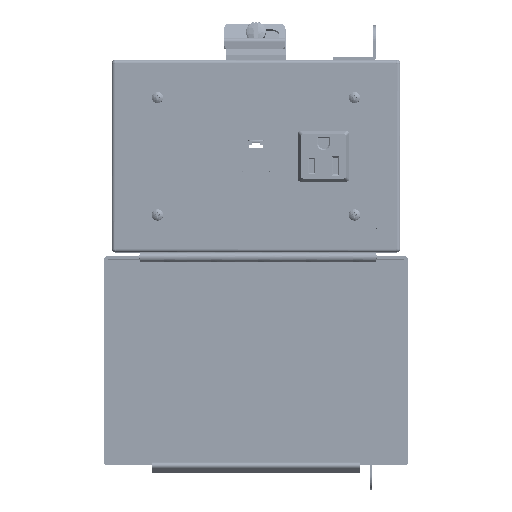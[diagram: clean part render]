
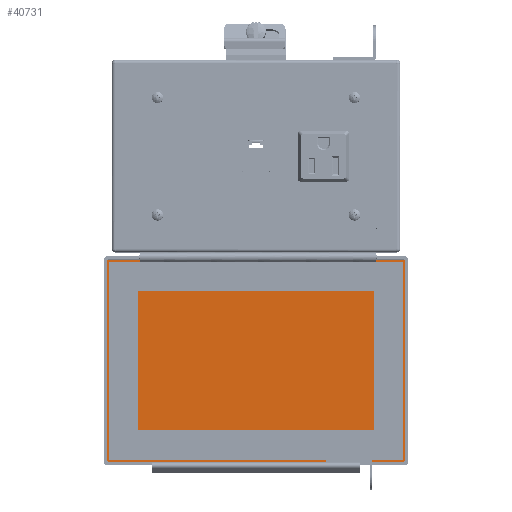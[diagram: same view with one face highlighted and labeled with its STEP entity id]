
A CAD part, top view. The second image highlights one B-rep face of the part: STEP entity #40731.
In plain terms, the highlighted planar face has unit normal (0, 0, 1).
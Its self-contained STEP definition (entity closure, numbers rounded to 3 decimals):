
#502 = VECTOR ( 'NONE', #53306, 1000. ) ;
#768 = DIRECTION ( 'NONE',  ( 0., 1., 0. ) ) ;
#1076 = VERTEX_POINT ( 'NONE', #74473 ) ;
#1979 = LINE ( 'NONE', #28354, #75199 ) ;
#2196 = ORIENTED_EDGE ( 'NONE', *, *, #85247, .T. ) ;
#3762 = LINE ( 'NONE', #41152, #50726 ) ;
#5023 = DIRECTION ( 'NONE',  ( -1., 0., 0. ) ) ;
#5606 = DIRECTION ( 'NONE',  ( 0., 1., 0. ) ) ;
#6374 = CARTESIAN_POINT ( 'NONE',  ( 63.564, -54.61, 22.479 ) ) ;
#6499 = VERTEX_POINT ( 'NONE', #84908 ) ;
#8328 = CARTESIAN_POINT ( 'NONE',  ( 0., -160.02, 22.479 ) ) ;
#8651 = CARTESIAN_POINT ( 'NONE',  ( -61.15, -107.95, 22.479 ) ) ;
#8829 = VERTEX_POINT ( 'NONE', #60994 ) ;
#8985 = LINE ( 'NONE', #101592, #9021 ) ;
#9021 = VECTOR ( 'NONE', #46403, 1000. ) ;
#10731 = DIRECTION ( 'NONE',  ( 0., 1., 0. ) ) ;
#11678 = VERTEX_POINT ( 'NONE', #75732 ) ;
#11842 = DIRECTION ( 'NONE',  ( 1., 0., 0. ) ) ;
#13664 = VERTEX_POINT ( 'NONE', #95974 ) ;
#14756 = CARTESIAN_POINT ( 'NONE',  ( 78.613, -160.982, 22.479 ) ) ;
#14982 = EDGE_LOOP ( 'NONE', ( #103464, #77523, #2196, #106596, #45386, #29967, #106319, #53298, #99761, #113743, #111240, #43453, #86594, #41660, #102393, #82140 ) ) ;
#16108 = FACE_OUTER_BOUND ( 'NONE', #14982, .T. ) ;
#16625 = CARTESIAN_POINT ( 'NONE',  ( 78.613, -54.921, 22.479 ) ) ;
#16655 = VECTOR ( 'NONE', #44265, 1000. ) ;
#19300 = CARTESIAN_POINT ( 'NONE',  ( 37.084, -161.29, 22.479 ) ) ;
#21749 = EDGE_CURVE ( 'NONE', #11678, #30190, #115394, .T. ) ;
#23318 = DIRECTION ( 'NONE',  ( -1., 0., 0. ) ) ;
#25784 = VERTEX_POINT ( 'NONE', #36238 ) ;
#27711 = PLANE ( 'NONE',  #94608 ) ;
#28024 = AXIS2_PLACEMENT_3D ( 'NONE', #79276, #89624, #5606 ) ;
#28354 = CARTESIAN_POINT ( 'NONE',  ( 78.613, -107.95, 22.479 ) ) ;
#28381 = VECTOR ( 'NONE', #23318, 1000. ) ;
#29967 = ORIENTED_EDGE ( 'NONE', *, *, #41100, .T. ) ;
#30190 = VERTEX_POINT ( 'NONE', #91691 ) ;
#35496 = LINE ( 'NONE', #52703, #502 ) ;
#35513 = VERTEX_POINT ( 'NONE', #69113 ) ;
#36238 = CARTESIAN_POINT ( 'NONE',  ( -61.15, -55.88, 22.479 ) ) ;
#36934 = CARTESIAN_POINT ( 'NONE',  ( 78.613, -161.29, 22.479 ) ) ;
#37796 = CIRCLE ( 'NONE', #49567, 0.317 ) ;
#39889 = CARTESIAN_POINT ( 'NONE',  ( 59.944, -107.95, 22.479 ) ) ;
#40731 = ADVANCED_FACE ( 'NONE', ( #16108 ), #27711, .T. ) ;
#41033 = DIRECTION ( 'NONE',  ( 0., 0., -1. ) ) ;
#41087 = DIRECTION ( 'NONE',  ( 0., -1., 0. ) ) ;
#41100 = EDGE_CURVE ( 'NONE', #61550, #1076, #47347, .T. ) ;
#41152 = CARTESIAN_POINT ( 'NONE',  ( 0., -161.29, 22.479 ) ) ;
#41660 = ORIENTED_EDGE ( 'NONE', *, *, #42774, .T. ) ;
#41720 = LINE ( 'NONE', #71747, #28381 ) ;
#42774 = EDGE_CURVE ( 'NONE', #76556, #80250, #1979, .T. ) ;
#43453 = ORIENTED_EDGE ( 'NONE', *, *, #53762, .T. ) ;
#43743 = EDGE_CURVE ( 'NONE', #80250, #13664, #37796, .T. ) ;
#44265 = DIRECTION ( 'NONE',  ( 0., 1., 0. ) ) ;
#45145 = DIRECTION ( 'NONE',  ( 1., 0., 0. ) ) ;
#45386 = ORIENTED_EDGE ( 'NONE', *, *, #75866, .T. ) ;
#46403 = DIRECTION ( 'NONE',  ( 0., 1., 0. ) ) ;
#46476 = EDGE_CURVE ( 'NONE', #8829, #79659, #47529, .T. ) ;
#46673 = LINE ( 'NONE', #8651, #16655 ) ;
#47347 = LINE ( 'NONE', #68205, #75011 ) ;
#47529 = LINE ( 'NONE', #78214, #81700 ) ;
#49567 = AXIS2_PLACEMENT_3D ( 'NONE', #76636, #41033, #50833 ) ;
#50726 = VECTOR ( 'NONE', #77401, 1000. ) ;
#50833 = DIRECTION ( 'NONE',  ( 1., 0., 0. ) ) ;
#52240 = EDGE_CURVE ( 'NONE', #6499, #35513, #58294, .T. ) ;
#52543 = LINE ( 'NONE', #8328, #96349 ) ;
#52703 = CARTESIAN_POINT ( 'NONE',  ( 0., -161.29, 22.479 ) ) ;
#53298 = ORIENTED_EDGE ( 'NONE', *, *, #74873, .T. ) ;
#53306 = DIRECTION ( 'NONE',  ( 1., 0., 0. ) ) ;
#53762 = EDGE_CURVE ( 'NONE', #35513, #78316, #35496, .T. ) ;
#54349 = VECTOR ( 'NONE', #11842, 1000. ) ;
#58294 = LINE ( 'NONE', #39889, #63413 ) ;
#60994 = CARTESIAN_POINT ( 'NONE',  ( 63.564, -55.88, 22.479 ) ) ;
#61304 = CARTESIAN_POINT ( 'NONE',  ( -78.69, -161.29, 22.479 ) ) ;
#61550 = VERTEX_POINT ( 'NONE', #101173 ) ;
#62540 = AXIS2_PLACEMENT_3D ( 'NONE', #83834, #111985, #65448 ) ;
#63413 = VECTOR ( 'NONE', #41087, 1000. ) ;
#65448 = DIRECTION ( 'NONE',  ( -1., 0., 0. ) ) ;
#66197 = VERTEX_POINT ( 'NONE', #87754 ) ;
#68205 = CARTESIAN_POINT ( 'NONE',  ( -78.613, -107.95, 22.479 ) ) ;
#69113 = CARTESIAN_POINT ( 'NONE',  ( 59.944, -161.29, 22.479 ) ) ;
#69563 = CARTESIAN_POINT ( 'NONE',  ( 78.373, -161.29, 22.479 ) ) ;
#71747 = CARTESIAN_POINT ( 'NONE',  ( 0., -55.88, 22.479 ) ) ;
#74473 = CARTESIAN_POINT ( 'NONE',  ( -78.613, -160.982, 22.479 ) ) ;
#74873 = EDGE_CURVE ( 'NONE', #98271, #101306, #3762, .T. ) ;
#75011 = VECTOR ( 'NONE', #114757, 1000. ) ;
#75199 = VECTOR ( 'NONE', #768, 1000. ) ;
#75732 = CARTESIAN_POINT ( 'NONE',  ( -61.15, -54.61, 22.479 ) ) ;
#75866 = EDGE_CURVE ( 'NONE', #30190, #61550, #99722, .T. ) ;
#76556 = VERTEX_POINT ( 'NONE', #14756 ) ;
#76636 = CARTESIAN_POINT ( 'NONE',  ( 78.677, -54.61, 22.479 ) ) ;
#77401 = DIRECTION ( 'NONE',  ( 1., 0., 0. ) ) ;
#77523 = ORIENTED_EDGE ( 'NONE', *, *, #108765, .T. ) ;
#78214 = CARTESIAN_POINT ( 'NONE',  ( 63.564, -55.118, 22.479 ) ) ;
#78316 = VERTEX_POINT ( 'NONE', #69563 ) ;
#79276 = CARTESIAN_POINT ( 'NONE',  ( 78.69, -161.29, 22.479 ) ) ;
#79277 = CARTESIAN_POINT ( 'NONE',  ( 0., -54.61, 22.479 ) ) ;
#79659 = VERTEX_POINT ( 'NONE', #6374 ) ;
#80250 = VERTEX_POINT ( 'NONE', #16625 ) ;
#80625 = EDGE_CURVE ( 'NONE', #1076, #98271, #113762, .T. ) ;
#80947 = CIRCLE ( 'NONE', #28024, 0.317 ) ;
#81700 = VECTOR ( 'NONE', #10731, 1000. ) ;
#82140 = ORIENTED_EDGE ( 'NONE', *, *, #111769, .F. ) ;
#83834 = CARTESIAN_POINT ( 'NONE',  ( -78.676, -54.61, 22.479 ) ) ;
#84908 = CARTESIAN_POINT ( 'NONE',  ( 59.944, -160.02, 22.479 ) ) ;
#85078 = VECTOR ( 'NONE', #5023, 1000. ) ;
#85247 = EDGE_CURVE ( 'NONE', #25784, #11678, #46673, .T. ) ;
#86594 = ORIENTED_EDGE ( 'NONE', *, *, #103915, .T. ) ;
#87754 = CARTESIAN_POINT ( 'NONE',  ( 37.084, -160.02, 22.479 ) ) ;
#89624 = DIRECTION ( 'NONE',  ( 0., 0., -1. ) ) ;
#91691 = CARTESIAN_POINT ( 'NONE',  ( -78.359, -54.61, 22.479 ) ) ;
#92254 = EDGE_CURVE ( 'NONE', #101306, #66197, #8985, .T. ) ;
#94608 = AXIS2_PLACEMENT_3D ( 'NONE', #36934, #109880, #120903 ) ;
#95855 = CARTESIAN_POINT ( 'NONE',  ( 71.025, -54.61, 22.479 ) ) ;
#95974 = CARTESIAN_POINT ( 'NONE',  ( 78.359, -54.61, 22.479 ) ) ;
#96349 = VECTOR ( 'NONE', #45145, 1000. ) ;
#96756 = EDGE_CURVE ( 'NONE', #66197, #6499, #52543, .T. ) ;
#98068 = DIRECTION ( 'NONE',  ( 1., 0., 0. ) ) ;
#98271 = VERTEX_POINT ( 'NONE', #104819 ) ;
#99722 = CIRCLE ( 'NONE', #62540, 0.317 ) ;
#99761 = ORIENTED_EDGE ( 'NONE', *, *, #92254, .T. ) ;
#101173 = CARTESIAN_POINT ( 'NONE',  ( -78.613, -54.921, 22.479 ) ) ;
#101306 = VERTEX_POINT ( 'NONE', #19300 ) ;
#101592 = CARTESIAN_POINT ( 'NONE',  ( 37.084, -107.95, 22.479 ) ) ;
#102393 = ORIENTED_EDGE ( 'NONE', *, *, #43743, .T. ) ;
#103464 = ORIENTED_EDGE ( 'NONE', *, *, #46476, .F. ) ;
#103915 = EDGE_CURVE ( 'NONE', #78316, #76556, #80947, .T. ) ;
#104819 = CARTESIAN_POINT ( 'NONE',  ( -78.373, -161.29, 22.479 ) ) ;
#105047 = LINE ( 'NONE', #95855, #54349 ) ;
#106058 = DIRECTION ( 'NONE',  ( 0., 0., -1. ) ) ;
#106319 = ORIENTED_EDGE ( 'NONE', *, *, #80625, .T. ) ;
#106596 = ORIENTED_EDGE ( 'NONE', *, *, #21749, .T. ) ;
#108765 = EDGE_CURVE ( 'NONE', #8829, #25784, #41720, .T. ) ;
#109880 = DIRECTION ( 'NONE',  ( 0., 0., 1. ) ) ;
#111240 = ORIENTED_EDGE ( 'NONE', *, *, #52240, .T. ) ;
#111769 = EDGE_CURVE ( 'NONE', #79659, #13664, #105047, .T. ) ;
#111985 = DIRECTION ( 'NONE',  ( 0., 0., -1. ) ) ;
#113743 = ORIENTED_EDGE ( 'NONE', *, *, #96756, .T. ) ;
#113762 = CIRCLE ( 'NONE', #119613, 0.317 ) ;
#114757 = DIRECTION ( 'NONE',  ( 0., -1., 0. ) ) ;
#115394 = LINE ( 'NONE', #79277, #85078 ) ;
#119613 = AXIS2_PLACEMENT_3D ( 'NONE', #61304, #106058, #98068 ) ;
#120903 = DIRECTION ( 'NONE',  ( 0., 1., 0. ) ) ;
